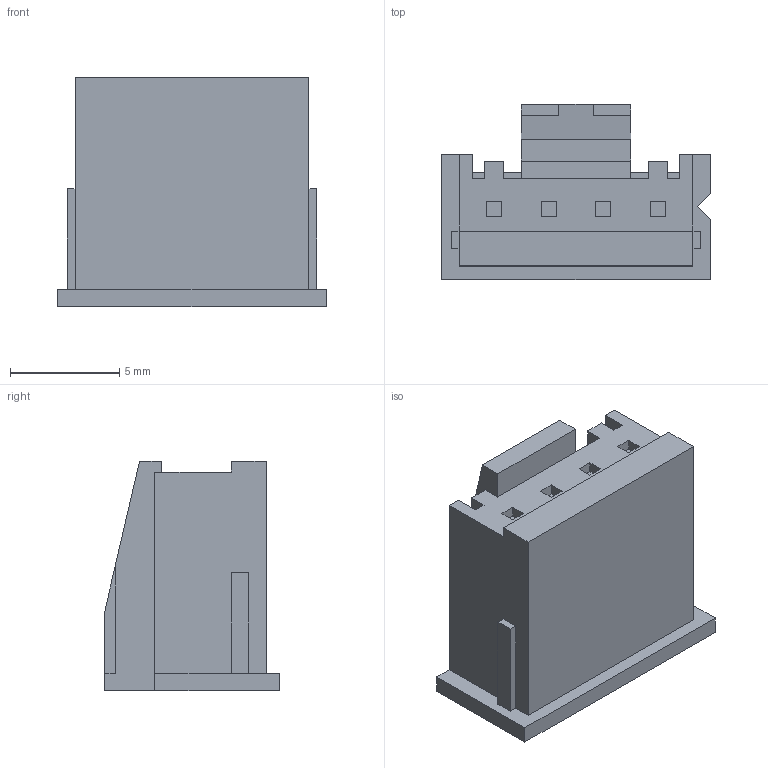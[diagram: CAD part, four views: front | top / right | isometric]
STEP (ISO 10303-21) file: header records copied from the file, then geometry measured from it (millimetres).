
FILE_DESCRIPTION (( 'STEP AP214' ), '1' );
FILE_NAME ('XARP-04V.STEP', '2012-04-09T07:05:59', ( 'root' ), ( 'Hewlett-Packard Company' ), 'SwSTEP 2.0', 'SolidWorks 2009', '' );
FILE_SCHEMA (( 'AUTOMOTIVE_DESIGN' ));
Length unit declared in the file: millimetre
Products named in the file (1): XARP-04V
Bounding box: 12.3 x 8 x 10.5 mm (x, y, z)
Volume: 572.1 mm3; surface area: 685.9 mm2
Topology: 1 solids, 1 shells, 94 faces, 250 edges, 166 vertices
Faces by surface type: plane 94
Entity records: 3926 total; most frequent: CARTESIAN_POINT 511, ORIENTED_EDGE 500, DIRECTION 440, EDGE_CURVE 250, VECTOR 250, LINE 250, VERTEX_POINT 166, EDGE_LOOP 102
